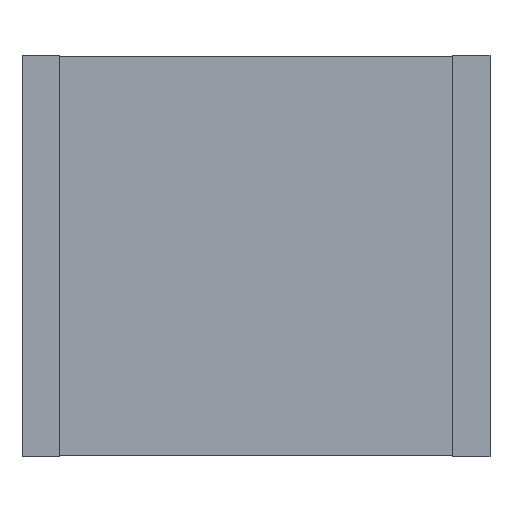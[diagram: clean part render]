
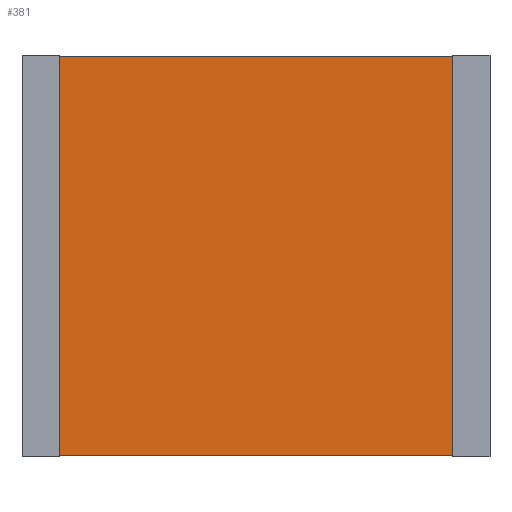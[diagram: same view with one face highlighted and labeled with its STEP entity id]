
A CAD part, front view. The second image highlights one B-rep face of the part: STEP entity #381.
In plain terms, the highlighted planar face has unit normal (0, -1, 0).
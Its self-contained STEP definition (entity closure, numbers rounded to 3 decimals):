
#2 = EDGE_CURVE ( 'NONE', #2503, #298, #1341, .T. ) ;
#88 = CARTESIAN_POINT ( 'NONE',  ( 0.49, 0., 0. ) ) ;
#156 = DIRECTION ( 'NONE',  ( 0., 0., -1. ) ) ;
#255 = VECTOR ( 'NONE', #309, 1000. ) ;
#286 = CARTESIAN_POINT ( 'NONE',  ( 0.49, 0., -5.38 ) ) ;
#298 = VERTEX_POINT ( 'NONE', #286 ) ;
#309 = DIRECTION ( 'NONE',  ( 0., 0., -1. ) ) ;
#343 = VERTEX_POINT ( 'NONE', #2019 ) ;
#353 = PLANE ( 'NONE',  #1017 ) ;
#381 = ADVANCED_FACE ( 'NONE', ( #1522 ), #353, .T. ) ;
#472 = ORIENTED_EDGE ( 'NONE', *, *, #2421, .T. ) ;
#486 = ORIENTED_EDGE ( 'NONE', *, *, #1702, .T. ) ;
#749 = DIRECTION ( 'NONE',  ( -1., 0., 0. ) ) ;
#844 = LINE ( 'NONE', #1599, #1022 ) ;
#865 = CARTESIAN_POINT ( 'NONE',  ( 5.79, 0., -5.38 ) ) ;
#897 = EDGE_CURVE ( 'NONE', #2078, #343, #1053, .T. ) ;
#977 = CARTESIAN_POINT ( 'NONE',  ( 0., 0., -5.38 ) ) ;
#1017 = AXIS2_PLACEMENT_3D ( 'NONE', #1485, #2453, #156 ) ;
#1022 = VECTOR ( 'NONE', #1383, 1000. ) ;
#1053 = LINE ( 'NONE', #1836, #2063 ) ;
#1066 = ORIENTED_EDGE ( 'NONE', *, *, #897, .F. ) ;
#1341 = LINE ( 'NONE', #977, #2117 ) ;
#1383 = DIRECTION ( 'NONE',  ( 0., 0., 1. ) ) ;
#1485 = CARTESIAN_POINT ( 'NONE',  ( 0., 0., 0. ) ) ;
#1522 = FACE_OUTER_BOUND ( 'NONE', #1524, .T. ) ;
#1524 = EDGE_LOOP ( 'NONE', ( #1847, #486, #1066, #472 ) ) ;
#1599 = CARTESIAN_POINT ( 'NONE',  ( 5.79, 0., 0. ) ) ;
#1702 = EDGE_CURVE ( 'NONE', #2503, #343, #844, .T. ) ;
#1835 = LINE ( 'NONE', #88, #255 ) ;
#1836 = CARTESIAN_POINT ( 'NONE',  ( 0., 0., 0. ) ) ;
#1847 = ORIENTED_EDGE ( 'NONE', *, *, #2, .F. ) ;
#1997 = DIRECTION ( 'NONE',  ( 1., 0., 0. ) ) ;
#2019 = CARTESIAN_POINT ( 'NONE',  ( 5.79, 0., 0. ) ) ;
#2063 = VECTOR ( 'NONE', #1997, 1000. ) ;
#2078 = VERTEX_POINT ( 'NONE', #2475 ) ;
#2117 = VECTOR ( 'NONE', #749, 1000. ) ;
#2421 = EDGE_CURVE ( 'NONE', #2078, #298, #1835, .T. ) ;
#2453 = DIRECTION ( 'NONE',  ( 0., -1., 0. ) ) ;
#2475 = CARTESIAN_POINT ( 'NONE',  ( 0.49, 0., 0. ) ) ;
#2503 = VERTEX_POINT ( 'NONE', #865 ) ;
